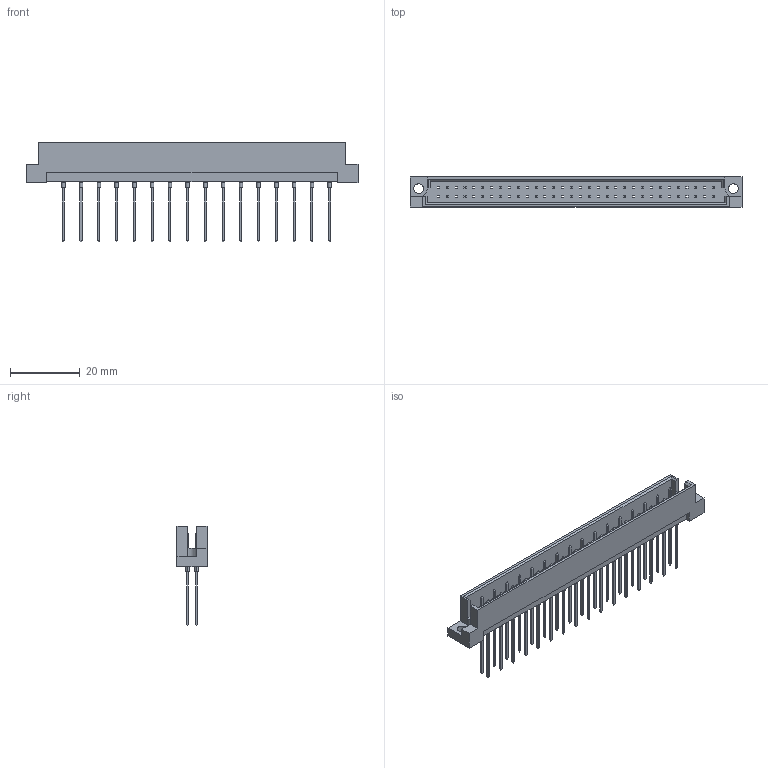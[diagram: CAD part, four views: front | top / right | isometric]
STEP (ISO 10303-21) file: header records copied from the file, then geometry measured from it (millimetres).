
FILE_DESCRIPTION (( 'STEP AP203' ), '1' );
FILE_NAME ('461-132-281-221.STEP', '2019-11-11T13:41:57', ( '' ), ( '' ), 'SwSTEP 2.0', 'SolidWorks 2020', '' );
FILE_SCHEMA (( 'CONFIG_CONTROL_DESIGN' ));
Length unit declared in the file: millimetre
Products named in the file (3): 461 Part_64; 461-132-281-221; 461-290_81
Assembly tree (33 placements, depth 2):
  461-132-281-221
    461 Part_64
    461-290_81  x32
Bounding box: 95 x 8.6 x 28.6 mm (x, y, z)
Volume: 4935.5 mm3; surface area: 7636.4 mm2
Topology: 33 solids, 33 shells, 1009 faces, 2369 edges, 1490 vertices
Faces by surface type: plane 938, cylinder 71
Entity records: 12056 total; most frequent: CARTESIAN_POINT 1928, ORIENTED_EDGE 1886, DIRECTION 1687, EDGE_CURVE 943, VECTOR 925, LINE 925, VERTEX_POINT 622, EDGE_LOOP 461
